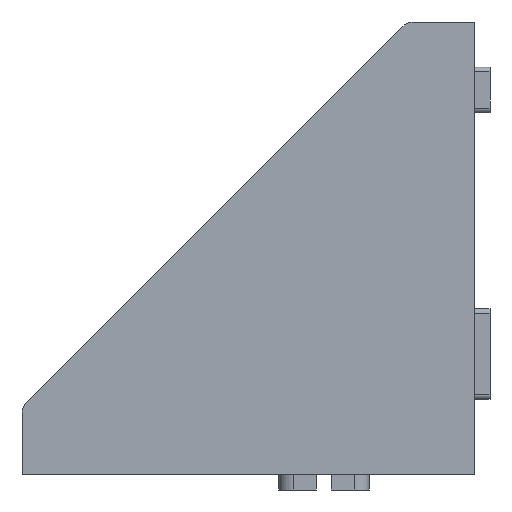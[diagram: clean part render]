
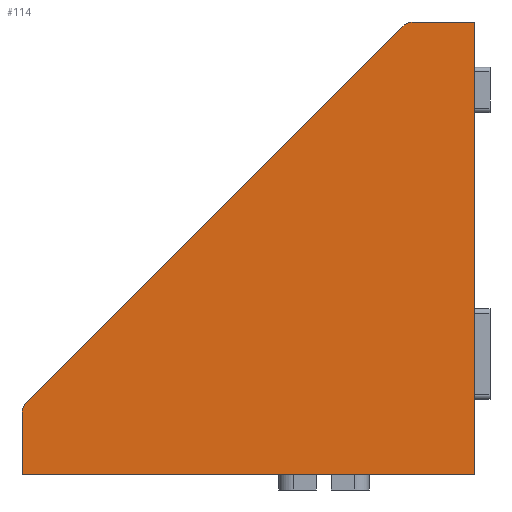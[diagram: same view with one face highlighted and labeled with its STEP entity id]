
A CAD part, left-side view. The second image highlights one B-rep face of the part: STEP entity #114.
In plain terms, the highlighted planar face has unit normal (-1, 0, 0).
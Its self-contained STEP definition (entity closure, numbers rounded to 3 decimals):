
#114 = ADVANCED_FACE( '', ( #276 ), #277, .F. );
#276 = FACE_OUTER_BOUND( '', #497, .T. );
#277 = PLANE( '', #498 );
#497 = EDGE_LOOP( '', ( #711, #712, #713, #714, #715, #716, #717 ) );
#498 = AXIS2_PLACEMENT_3D( '', #718, #719, #720 );
#711 = ORIENTED_EDGE( '', *, *, #1321, .F. );
#712 = ORIENTED_EDGE( '', *, *, #1322, .T. );
#713 = ORIENTED_EDGE( '', *, *, #1323, .T. );
#714 = ORIENTED_EDGE( '', *, *, #1324, .F. );
#715 = ORIENTED_EDGE( '', *, *, #1325, .F. );
#716 = ORIENTED_EDGE( '', *, *, #1326, .F. );
#717 = ORIENTED_EDGE( '', *, *, #1327, .F. );
#718 = CARTESIAN_POINT( '', ( -10., 4.086, 29. ) );
#719 = DIRECTION( '', ( 1., 0., 0. ) );
#720 = DIRECTION( '', ( 0., 0., -1. ) );
#1321 = EDGE_CURVE( '', #1566, #1567, #1568, .T. );
#1322 = EDGE_CURVE( '', #1566, #1569, #1570, .T. );
#1323 = EDGE_CURVE( '', #1569, #1571, #1572, .T. );
#1324 = EDGE_CURVE( '', #1573, #1571, #1574, .T. );
#1325 = EDGE_CURVE( '', #1575, #1573, #1576, .T. );
#1326 = EDGE_CURVE( '', #1577, #1575, #1578, .T. );
#1327 = EDGE_CURVE( '', #1567, #1577, #1579, .T. );
#1566 = VERTEX_POINT( '', #1930 );
#1567 = VERTEX_POINT( '', #1931 );
#1568 = LINE( '', #1932, #1933 );
#1569 = VERTEX_POINT( '', #1934 );
#1570 = LINE( '', #1935, #1936 );
#1571 = VERTEX_POINT( '', #1937 );
#1572 = LINE( '', #1938, #1939 );
#1573 = VERTEX_POINT( '', #1940 );
#1574 = LINE( '', #1941, #1942 );
#1575 = VERTEX_POINT( '', #1943 );
#1576 = CIRCLE( '', #1944, 1. );
#1577 = VERTEX_POINT( '', #1945 );
#1578 = LINE( '', #1946, #1947 );
#1579 = CIRCLE( '', #1948, 1. );
#1930 = CARTESIAN_POINT( '', ( -10., 30., 0. ) );
#1931 = CARTESIAN_POINT( '', ( -10., 30., 4.086 ) );
#1932 = CARTESIAN_POINT( '', ( -10., 30., 0. ) );
#1933 = VECTOR( '', #2409, 1000. );
#1934 = CARTESIAN_POINT( '', ( -10., 0., 0. ) );
#1935 = CARTESIAN_POINT( '', ( -10., 30., 0. ) );
#1936 = VECTOR( '', #2410, 1000. );
#1937 = CARTESIAN_POINT( '', ( -10., 0., 30. ) );
#1938 = CARTESIAN_POINT( '', ( -10., 0., 0. ) );
#1939 = VECTOR( '', #2411, 1000. );
#1940 = CARTESIAN_POINT( '', ( -10., 4.086, 30. ) );
#1941 = CARTESIAN_POINT( '', ( -10., 4.086, 30. ) );
#1942 = VECTOR( '', #2412, 1000. );
#1943 = CARTESIAN_POINT( '', ( -10., 4.793, 29.707 ) );
#1944 = AXIS2_PLACEMENT_3D( '', #2413, #2414, #2415 );
#1945 = CARTESIAN_POINT( '', ( -10., 29.707, 4.793 ) );
#1946 = CARTESIAN_POINT( '', ( -10., 29.707, 4.793 ) );
#1947 = VECTOR( '', #2416, 1000. );
#1948 = AXIS2_PLACEMENT_3D( '', #2417, #2418, #2419 );
#2409 = DIRECTION( '', ( 0., 0., 1. ) );
#2410 = DIRECTION( '', ( 0., -1., 0. ) );
#2411 = DIRECTION( '', ( 0., 0., 1. ) );
#2412 = DIRECTION( '', ( 0., -1., 0. ) );
#2413 = CARTESIAN_POINT( '', ( -10., 4.086, 29. ) );
#2414 = DIRECTION( '', ( 1., 0., 0. ) );
#2415 = DIRECTION( '', ( 0., 0., -1. ) );
#2416 = DIRECTION( '', ( 0., -0.707, 0.707 ) );
#2417 = CARTESIAN_POINT( '', ( -10., 29., 4.086 ) );
#2418 = DIRECTION( '', ( 1., 0., 0. ) );
#2419 = DIRECTION( '', ( 0., 0., -1. ) );
